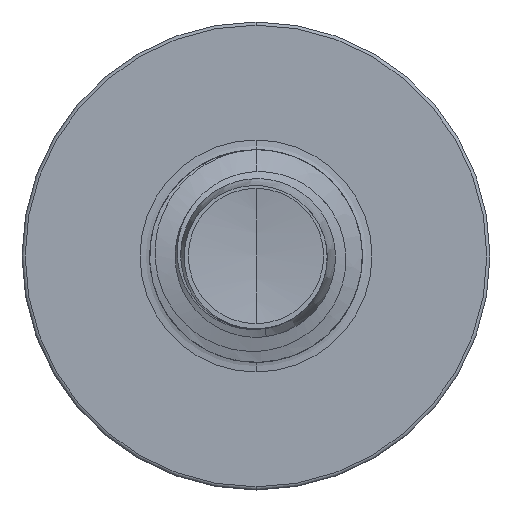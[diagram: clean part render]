
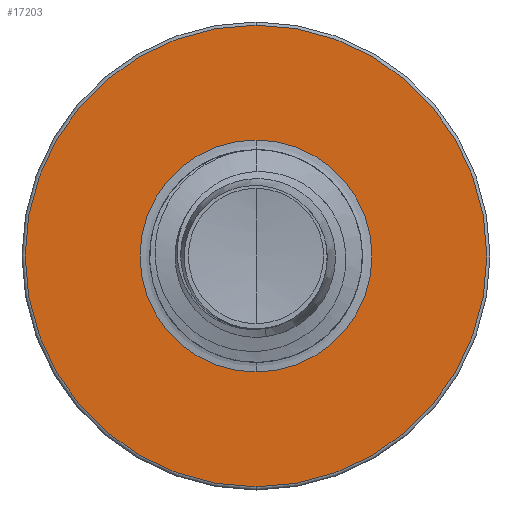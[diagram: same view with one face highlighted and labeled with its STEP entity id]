
A CAD part, front view. The second image highlights one B-rep face of the part: STEP entity #17203.
In plain terms, the highlighted planar face has unit normal (0, -1, 0).
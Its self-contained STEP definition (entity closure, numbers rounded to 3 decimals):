
#889 = EDGE_CURVE ( 'NONE', #16593, #1461, #3117, .T. ) ;
#1461 = VERTEX_POINT ( 'NONE', #13400 ) ;
#2144 = ORIENTED_EDGE ( 'NONE', *, *, #3140, .T. ) ;
#3094 = DIRECTION ( 'NONE',  ( 0., 0., 1. ) ) ;
#3117 = CIRCLE ( 'NONE', #18252, 2.713 ) ;
#3134 = DIRECTION ( 'NONE',  ( 0., 1., 0. ) ) ;
#3140 = EDGE_CURVE ( 'NONE', #16669, #11724, #12634, .T. ) ;
#3178 = PLANE ( 'NONE',  #9565 ) ;
#3227 = EDGE_CURVE ( 'NONE', #1461, #16593, #5270, .T. ) ;
#3748 = CARTESIAN_POINT ( 'NONE',  ( 0., 6.5, -1.363 ) ) ;
#5270 = CIRCLE ( 'NONE', #20976, 2.713 ) ;
#6666 = DIRECTION ( 'NONE',  ( 0., 0., 1. ) ) ;
#6713 = DIRECTION ( 'NONE',  ( 0., 1., 0. ) ) ;
#6718 = CARTESIAN_POINT ( 'NONE',  ( 0., 6.5, 0. ) ) ;
#7026 = DIRECTION ( 'NONE',  ( 0., 0., 1. ) ) ;
#7056 = DIRECTION ( 'NONE',  ( 0., 1., 0. ) ) ;
#7103 = CARTESIAN_POINT ( 'NONE',  ( 0., 6.5, 0. ) ) ;
#7624 = CARTESIAN_POINT ( 'NONE',  ( 0., 6.5, 1.363 ) ) ;
#8322 = FACE_OUTER_BOUND ( 'NONE', #20856, .T. ) ;
#8467 = CARTESIAN_POINT ( 'NONE',  ( 0., 6.5, -2.712 ) ) ;
#9565 = AXIS2_PLACEMENT_3D ( 'NONE', #3748, #3134, #3094 ) ;
#10013 = CIRCLE ( 'NONE', #18102, 1.363 ) ;
#10341 = ORIENTED_EDGE ( 'NONE', *, *, #20626, .T. ) ;
#11724 = VERTEX_POINT ( 'NONE', #16780 ) ;
#12634 = CIRCLE ( 'NONE', #18151, 1.363 ) ;
#13400 = CARTESIAN_POINT ( 'NONE',  ( 0., 6.5, 2.713 ) ) ;
#14139 = EDGE_LOOP ( 'NONE', ( #2144, #10341 ) ) ;
#14320 = FACE_BOUND ( 'NONE', #14139, .T. ) ;
#14658 = DIRECTION ( 'NONE',  ( 0., 0., 1. ) ) ;
#14683 = DIRECTION ( 'NONE',  ( 0., 1., 0. ) ) ;
#14713 = CARTESIAN_POINT ( 'NONE',  ( 0., 6.5, 0. ) ) ;
#15470 = DIRECTION ( 'NONE',  ( 0., 1., 0. ) ) ;
#15501 = DIRECTION ( 'NONE',  ( 0., 0., 1. ) ) ;
#16565 = CARTESIAN_POINT ( 'NONE',  ( 0., 6.5, 0. ) ) ;
#16593 = VERTEX_POINT ( 'NONE', #8467 ) ;
#16669 = VERTEX_POINT ( 'NONE', #7624 ) ;
#16780 = CARTESIAN_POINT ( 'NONE',  ( 0., 6.5, -1.363 ) ) ;
#17203 = ADVANCED_FACE ( 'NONE', ( #8322, #14320 ), #3178, .F. ) ;
#18102 = AXIS2_PLACEMENT_3D ( 'NONE', #14713, #14683, #14658 ) ;
#18151 = AXIS2_PLACEMENT_3D ( 'NONE', #7103, #7056, #7026 ) ;
#18252 = AXIS2_PLACEMENT_3D ( 'NONE', #16565, #15470, #15501 ) ;
#19463 = ORIENTED_EDGE ( 'NONE', *, *, #3227, .F. ) ;
#20626 = EDGE_CURVE ( 'NONE', #11724, #16669, #10013, .T. ) ;
#20856 = EDGE_LOOP ( 'NONE', ( #19463, #21257 ) ) ;
#20976 = AXIS2_PLACEMENT_3D ( 'NONE', #6718, #6713, #6666 ) ;
#21257 = ORIENTED_EDGE ( 'NONE', *, *, #889, .F. ) ;
